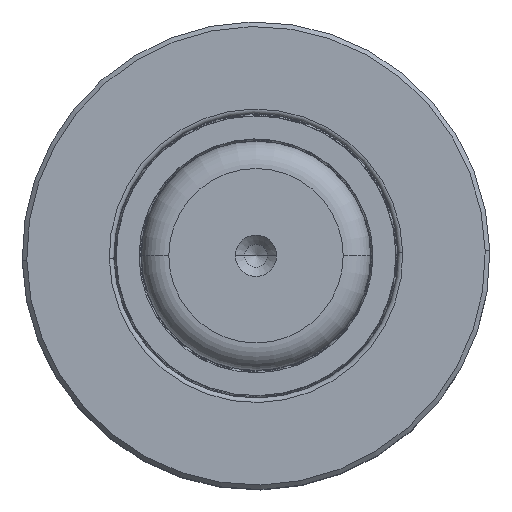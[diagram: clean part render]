
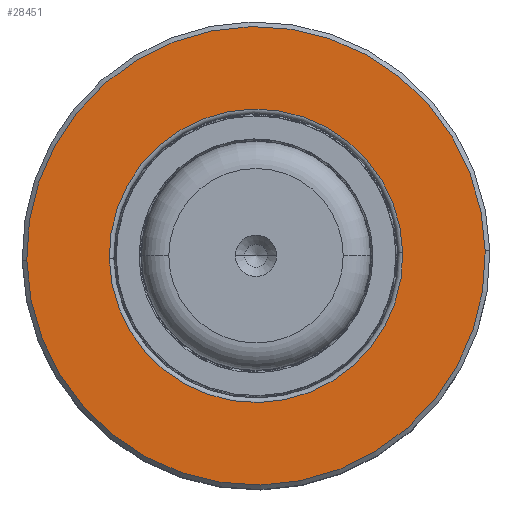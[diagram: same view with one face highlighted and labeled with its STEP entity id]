
A CAD part, top view. The second image highlights one B-rep face of the part: STEP entity #28451.
In plain terms, the highlighted face is planar.
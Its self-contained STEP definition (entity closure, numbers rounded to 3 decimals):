
#434 = EDGE_CURVE ( 'NONE', #48333, #9594, #16297, .T. ) ;
#914 = DIRECTION ( 'NONE',  ( 0., 1., 0. ) ) ;
#1955 = EDGE_CURVE ( 'NONE', #46890, #12870, #32319, .T. ) ;
#3118 = CARTESIAN_POINT ( 'NONE',  ( 0., 15.687, -25. ) ) ;
#7924 = FACE_BOUND ( 'NONE', #35821, .T. ) ;
#8548 = CARTESIAN_POINT ( 'NONE',  ( 0., 15.687, 16. ) ) ;
#8949 = ORIENTED_EDGE ( 'NONE', *, *, #28702, .T. ) ;
#9594 = VERTEX_POINT ( 'NONE', #8548 ) ;
#12682 = DIRECTION ( 'NONE',  ( 0., -1., 0. ) ) ;
#12870 = VERTEX_POINT ( 'NONE', #19699 ) ;
#12899 = AXIS2_PLACEMENT_3D ( 'NONE', #14903, #49211, #17933 ) ;
#13524 = CARTESIAN_POINT ( 'NONE',  ( 0., 15.687, 0. ) ) ;
#13648 = ORIENTED_EDGE ( 'NONE', *, *, #1955, .F. ) ;
#14903 = CARTESIAN_POINT ( 'NONE',  ( 0., 15.687, 0. ) ) ;
#15713 = CARTESIAN_POINT ( 'NONE',  ( 0., 15.687, 0. ) ) ;
#15779 = DIRECTION ( 'NONE',  ( 0., 0., -1. ) ) ;
#16215 = PLANE ( 'NONE',  #34478 ) ;
#16297 = CIRCLE ( 'NONE', #25086, 16. ) ;
#16442 = ORIENTED_EDGE ( 'NONE', *, *, #41836, .F. ) ;
#16805 = DIRECTION ( 'NONE',  ( 0., -1., 0. ) ) ;
#17933 = DIRECTION ( 'NONE',  ( 0., 0., -1. ) ) ;
#19286 = CARTESIAN_POINT ( 'NONE',  ( 0., 15.687, 0. ) ) ;
#19699 = CARTESIAN_POINT ( 'NONE',  ( 0., 15.687, 25. ) ) ;
#19785 = DIRECTION ( 'NONE',  ( 0., -1., 0. ) ) ;
#20000 = ORIENTED_EDGE ( 'NONE', *, *, #434, .T. ) ;
#22916 = CIRCLE ( 'NONE', #28507, 25. ) ;
#23145 = EDGE_LOOP ( 'NONE', ( #13648, #16442 ) ) ;
#23730 = DIRECTION ( 'NONE',  ( 0., 0., 1. ) ) ;
#24101 = CIRCLE ( 'NONE', #12899, 16. ) ;
#24813 = DIRECTION ( 'NONE',  ( 0., 0., -1. ) ) ;
#25086 = AXIS2_PLACEMENT_3D ( 'NONE', #13524, #16805, #24813 ) ;
#28451 = ADVANCED_FACE ( 'NONE', ( #7924, #42263 ), #16215, .T. ) ;
#28507 = AXIS2_PLACEMENT_3D ( 'NONE', #19286, #19785, #15779 ) ;
#28702 = EDGE_CURVE ( 'NONE', #9594, #48333, #24101, .T. ) ;
#32319 = CIRCLE ( 'NONE', #37908, 25. ) ;
#34478 = AXIS2_PLACEMENT_3D ( 'NONE', #34737, #914, #23730 ) ;
#34737 = CARTESIAN_POINT ( 'NONE',  ( 25., 15.687, 0. ) ) ;
#35479 = DIRECTION ( 'NONE',  ( 0., 0., -1. ) ) ;
#35821 = EDGE_LOOP ( 'NONE', ( #20000, #8949 ) ) ;
#37908 = AXIS2_PLACEMENT_3D ( 'NONE', #15713, #12682, #35479 ) ;
#40299 = CARTESIAN_POINT ( 'NONE',  ( 0., 15.687, -16. ) ) ;
#41836 = EDGE_CURVE ( 'NONE', #12870, #46890, #22916, .T. ) ;
#42263 = FACE_OUTER_BOUND ( 'NONE', #23145, .T. ) ;
#46890 = VERTEX_POINT ( 'NONE', #3118 ) ;
#48333 = VERTEX_POINT ( 'NONE', #40299 ) ;
#49211 = DIRECTION ( 'NONE',  ( 0., -1., 0. ) ) ;
